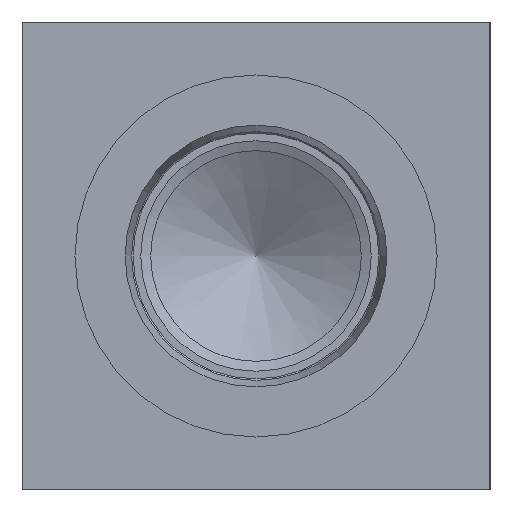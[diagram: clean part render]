
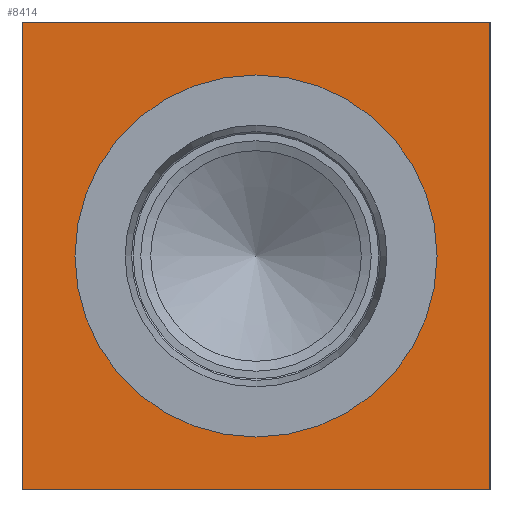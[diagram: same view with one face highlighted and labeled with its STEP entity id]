
A CAD part, left-side view. The second image highlights one B-rep face of the part: STEP entity #8414.
In plain terms, the highlighted planar face has unit normal (-1, 0, 0).
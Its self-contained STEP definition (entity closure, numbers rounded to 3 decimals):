
#181=CIRCLE('',#8730,24.562);
#182=CIRCLE('',#8731,24.562);
#365=FACE_BOUND('',#1591,.T.);
#1113=FACE_OUTER_BOUND('',#1590,.T.);
#1590=EDGE_LOOP('',(#7404,#7405,#7406,#7407));
#1591=EDGE_LOOP('',(#7408,#7409));
#1892=LINE('',#12823,#2646);
#2354=LINE('',#14675,#3108);
#2355=LINE('',#14676,#3109);
#2356=LINE('',#14677,#3110);
#2646=VECTOR('',#9421,10.);
#3108=VECTOR('',#10813,10.);
#3109=VECTOR('',#10814,10.);
#3110=VECTOR('',#10815,10.);
#3414=VERTEX_POINT('',#12816);
#3417=VERTEX_POINT('',#12821);
#3747=VERTEX_POINT('',#14072);
#3748=VERTEX_POINT('',#14073);
#3900=VERTEX_POINT('',#14673);
#3901=VERTEX_POINT('',#14674);
#4354=EDGE_CURVE('',#3417,#3414,#1892,.T.);
#4838=EDGE_CURVE('',#3747,#3748,#181,.T.);
#4839=EDGE_CURVE('',#3748,#3747,#182,.T.);
#5077=EDGE_CURVE('',#3900,#3901,#2354,.T.);
#5078=EDGE_CURVE('',#3901,#3414,#2355,.T.);
#5079=EDGE_CURVE('',#3900,#3417,#2356,.T.);
#7404=ORIENTED_EDGE('',*,*,#5077,.T.);
#7405=ORIENTED_EDGE('',*,*,#5078,.T.);
#7406=ORIENTED_EDGE('',*,*,#4354,.F.);
#7407=ORIENTED_EDGE('',*,*,#5079,.F.);
#7408=ORIENTED_EDGE('',*,*,#4838,.T.);
#7409=ORIENTED_EDGE('',*,*,#4839,.T.);
#7683=PLANE('',#8975);
#8414=ADVANCED_FACE('',(#1113,#365),#7683,.T.);
#8730=AXIS2_PLACEMENT_3D('',#14074,#10255,#10256);
#8731=AXIS2_PLACEMENT_3D('',#14075,#10257,#10258);
#8975=AXIS2_PLACEMENT_3D('',#14672,#10811,#10812);
#9421=DIRECTION('',(0.,-1.,0.));
#10255=DIRECTION('center_axis',(1.,0.,0.));
#10256=DIRECTION('ref_axis',(0.,0.,1.));
#10257=DIRECTION('center_axis',(1.,0.,0.));
#10258=DIRECTION('ref_axis',(0.,0.,1.));
#10811=DIRECTION('center_axis',(-1.,0.,0.));
#10812=DIRECTION('ref_axis',(0.,-1.,0.));
#10813=DIRECTION('',(0.,-1.,0.));
#10814=DIRECTION('',(0.,0.,1.));
#10815=DIRECTION('',(0.,0.,1.));
#12816=CARTESIAN_POINT('',(0.,0.,63.5));
#12821=CARTESIAN_POINT('',(0.,63.5,63.5));
#12823=CARTESIAN_POINT('',(0.,63.5,63.5));
#14072=CARTESIAN_POINT('',(0.,31.75,56.312));
#14073=CARTESIAN_POINT('',(0.,31.75,7.188));
#14074=CARTESIAN_POINT('Origin',(0.,31.75,31.75));
#14075=CARTESIAN_POINT('Origin',(0.,31.75,31.75));
#14672=CARTESIAN_POINT('Origin',(0.,63.5,0.));
#14673=CARTESIAN_POINT('',(0.,63.5,0.));
#14674=CARTESIAN_POINT('',(0.,0.,0.));
#14675=CARTESIAN_POINT('',(0.,63.5,0.));
#14676=CARTESIAN_POINT('',(0.,0.,0.));
#14677=CARTESIAN_POINT('',(0.,63.5,0.));
